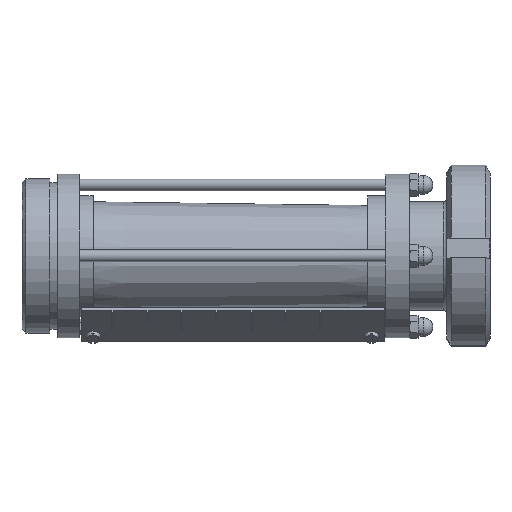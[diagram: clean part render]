
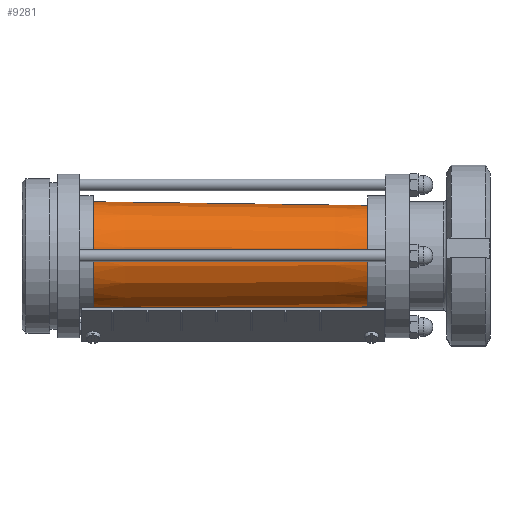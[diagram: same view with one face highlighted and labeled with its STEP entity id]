
A CAD part, top view. The second image highlights one B-rep face of the part: STEP entity #9281.
In plain terms, the highlighted conical face has half-angle 0.769 degrees and reference radius 26.5 mm.
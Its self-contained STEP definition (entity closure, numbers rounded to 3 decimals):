
#9239=CARTESIAN_POINT('',(31.013,-13.439,-23.993));
#9240=VERTEX_POINT('',#9239);
#9241=CARTESIAN_POINT('',(31.013,0.,0.));
#9242=DIRECTION('',(1.,0.0,0.0));
#9243=DIRECTION('',(0.0,-0.489,-0.872));
#9244=AXIS2_PLACEMENT_3D('',#9241,#9242,#9243);
#9245=CIRCLE('',#9244,27.5);
#9246=EDGE_CURVE('',#9240,#9240,#9245,.T.);
#9262=CARTESIAN_POINT('',(105.507,0.,0.));
#9263=DIRECTION('',(-1.0,0.0,0.0));
#9264=DIRECTION('',(0.0,-0.489,-0.872));
#9265=AXIS2_PLACEMENT_3D('',#9262,#9263,#9264);
#9266=CONICAL_SURFACE('',#9265,26.5,0.769);
#9267=CARTESIAN_POINT('',(180.,-12.461,-22.248));
#9268=VERTEX_POINT('',#9267);
#9269=CARTESIAN_POINT('',(180.,0.,0.));
#9270=DIRECTION('',(1.,0.0,0.0));
#9271=DIRECTION('',(0.0,-0.489,-0.872));
#9272=AXIS2_PLACEMENT_3D('',#9269,#9270,#9271);
#9273=CIRCLE('',#9272,25.5);
#9274=EDGE_CURVE('',#9268,#9268,#9273,.T.);
#9275=ORIENTED_EDGE('',*,*,#9274,.F.);
#9276=EDGE_LOOP('',(#9275));
#9277=FACE_OUTER_BOUND('',#9276,.T.);
#9278=ORIENTED_EDGE('',*,*,#9246,.T.);
#9279=EDGE_LOOP('',(#9278));
#9280=FACE_BOUND('',#9279,.T.);
#9281=ADVANCED_FACE('',(#9277,#9280),#9266,.T.);
